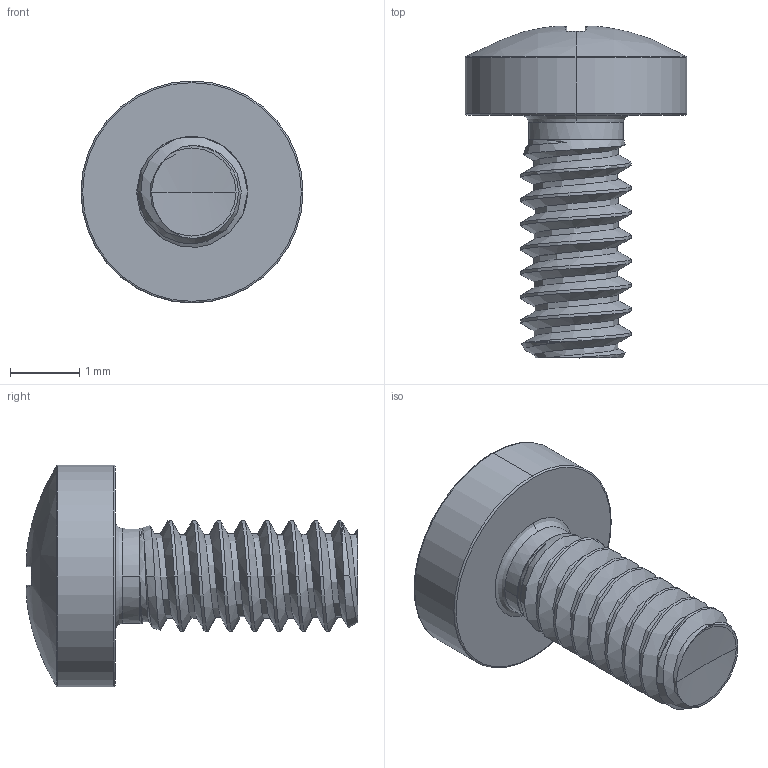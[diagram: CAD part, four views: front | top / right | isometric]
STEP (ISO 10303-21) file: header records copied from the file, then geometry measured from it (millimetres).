
FILE_DESCRIPTION (( 'STEP AP203' ), '1' );
FILE_NAME ('STM320160035.STEP', '2020-12-24T14:10:12', ( '' ), ( '' ), 'SwSTEP 2.0', 'SolidWorks 2015', '' );
FILE_SCHEMA (( 'CONFIG_CONTROL_DESIGN' ));
Length unit declared in the file: millimetre
Products named in the file (2): STM320160035
Bounding box: 3.2 x 4.78 x 3.2 mm (x, y, z)
Volume: 13.4 mm3; surface area: 51.8 mm2
Topology: 1 solids, 1 shells, 178 faces, 410 edges, 235 vertices
Faces by surface type: bspline 46, cylinder 40, torus 33, sphere 28, plane 22, cone 9
Entity records: 13821 total; most frequent: CARTESIAN_POINT 10043, ORIENTED_EDGE 812, DIRECTION 727, EDGE_CURVE 406, AXIS2_PLACEMENT_3D 330, VERTEX_POINT 231, CIRCLE 196, EDGE_LOOP 179
